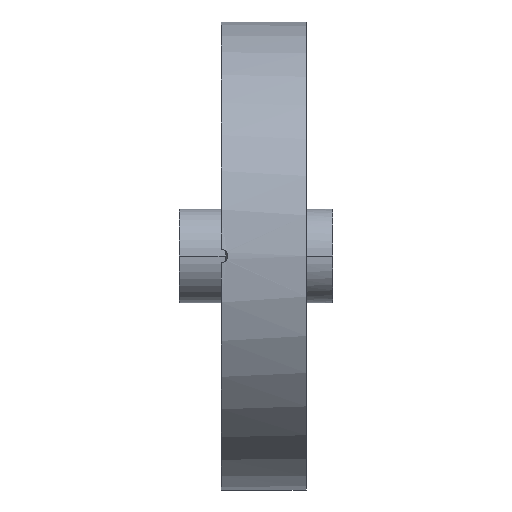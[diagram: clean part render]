
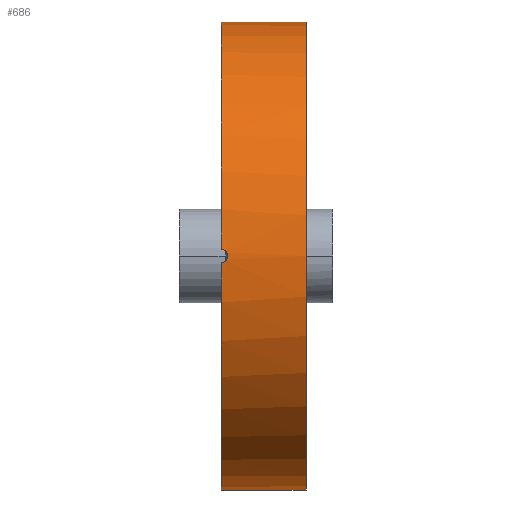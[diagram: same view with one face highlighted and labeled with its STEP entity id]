
A CAD part, left-side view. The second image highlights one B-rep face of the part: STEP entity #686.
In plain terms, the highlighted cylindrical face has radius 35 mm (diameter 70 mm), a partial arc.
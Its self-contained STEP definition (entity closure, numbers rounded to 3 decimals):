
#534 = EDGE_LOOP ( 'NONE', ( #10591, #1886, #13300, #3845, #6355, #1711 ) ) ;
#686 = ADVANCED_FACE ( 'NONE', ( #15253 ), #12093, .T. ) ;
#885 = CARTESIAN_POINT ( 'NONE',  ( -35., -1., -0.13 ) ) ;
#1020 = CARTESIAN_POINT ( 'NONE',  ( 0., -12.7, -35. ) ) ;
#1156 = DIRECTION ( 'NONE',  ( 0., 0., 1. ) ) ;
#1711 = ORIENTED_EDGE ( 'NONE', *, *, #3631, .F. ) ;
#1738 = VERTEX_POINT ( 'NONE', #1020 ) ;
#1871 = CIRCLE ( 'NONE', #7467, 35. ) ;
#1886 = ORIENTED_EDGE ( 'NONE', *, *, #7858, .T. ) ;
#1970 = LINE ( 'NONE', #14389, #8766 ) ;
#1978 = CARTESIAN_POINT ( 'NONE',  ( -34.995, -0.801, -0.613 ) ) ;
#2074 = CARTESIAN_POINT ( 'NONE',  ( -34.986, -0.262, 0.974 ) ) ;
#2123 = CARTESIAN_POINT ( 'NONE',  ( -34.986, 0., 1. ) ) ;
#2179 = CARTESIAN_POINT ( 'NONE',  ( -35., -1., 0.131 ) ) ;
#2222 = DIRECTION ( 'NONE',  ( 0., 0., 1. ) ) ;
#2766 = LINE ( 'NONE', #14597, #14146 ) ;
#3181 = CARTESIAN_POINT ( 'NONE',  ( -34.999, -0.974, -0.261 ) ) ;
#3507 = VERTEX_POINT ( 'NONE', #14668 ) ;
#3595 = CARTESIAN_POINT ( 'NONE',  ( -34.986, 0., 1. ) ) ;
#3631 = EDGE_CURVE ( 'NONE', #10509, #3507, #5152, .T. ) ;
#3845 = ORIENTED_EDGE ( 'NONE', *, *, #13781, .F. ) ;
#4265 = VERTEX_POINT ( 'NONE', #3595 ) ;
#4343 = B_SPLINE_CURVE_WITH_KNOTS ( 'NONE', 3,
 ( #2123, #10338, #2074, #9054, #6737, #14891, #8005, #5710, #2179, #885, #3181, #6691, #1978, #13936, #11495, #4494 ),
 .UNSPECIFIED., .F., .F.,
 ( 4, 2, 2, 2, 2, 2, 2, 4 ),
 ( 0., 0., 0.001, 0.001, 0.002, 0.002, 0.002, 0.003 ),
 .UNSPECIFIED. ) ;
#4494 = CARTESIAN_POINT ( 'NONE',  ( -34.986, 0., -1. ) ) ;
#5152 = CIRCLE ( 'NONE', #5361, 35. ) ;
#5361 = AXIS2_PLACEMENT_3D ( 'NONE', #12866, #8196, #1156 ) ;
#5706 = CARTESIAN_POINT ( 'NONE',  ( 0., 0., 0. ) ) ;
#5710 = CARTESIAN_POINT ( 'NONE',  ( -34.999, -0.974, 0.263 ) ) ;
#5725 = CARTESIAN_POINT ( 'NONE',  ( 0., -12.7, 0. ) ) ;
#5760 = EDGE_CURVE ( 'NONE', #6977, #5789, #2766, .T. ) ;
#5789 = VERTEX_POINT ( 'NONE', #12606 ) ;
#6172 = EDGE_CURVE ( 'NONE', #4265, #3507, #4343, .T. ) ;
#6355 = ORIENTED_EDGE ( 'NONE', *, *, #6172, .T. ) ;
#6691 = CARTESIAN_POINT ( 'NONE',  ( -34.997, -0.874, -0.503 ) ) ;
#6737 = CARTESIAN_POINT ( 'NONE',  ( -34.991, -0.615, 0.799 ) ) ;
#6848 = DIRECTION ( 'NONE',  ( 0., 1., 0. ) ) ;
#6977 = VERTEX_POINT ( 'NONE', #12832 ) ;
#7467 = AXIS2_PLACEMENT_3D ( 'NONE', #5706, #10386, #2222 ) ;
#7858 = EDGE_CURVE ( 'NONE', #1738, #6977, #15057, .T. ) ;
#8005 = CARTESIAN_POINT ( 'NONE',  ( -34.997, -0.874, 0.503 ) ) ;
#8027 = DIRECTION ( 'NONE',  ( 0., 1., 0. ) ) ;
#8196 = DIRECTION ( 'NONE',  ( 0., 1., 0. ) ) ;
#8743 = AXIS2_PLACEMENT_3D ( 'NONE', #5725, #6848, #15051 ) ;
#8766 = VECTOR ( 'NONE', #12036, 1000. ) ;
#9054 = CARTESIAN_POINT ( 'NONE',  ( -34.989, -0.504, 0.874 ) ) ;
#9062 = CARTESIAN_POINT ( 'NONE',  ( 0., 0., -35. ) ) ;
#9131 = EDGE_CURVE ( 'NONE', #1738, #10509, #1970, .T. ) ;
#10271 = CARTESIAN_POINT ( 'NONE',  ( 0., -12.7, 0. ) ) ;
#10338 = CARTESIAN_POINT ( 'NONE',  ( -34.986, -0.132, 1. ) ) ;
#10386 = DIRECTION ( 'NONE',  ( 0., 1., 0. ) ) ;
#10509 = VERTEX_POINT ( 'NONE', #9062 ) ;
#10591 = ORIENTED_EDGE ( 'NONE', *, *, #9131, .F. ) ;
#11495 = CARTESIAN_POINT ( 'NONE',  ( -34.986, -0.264, -1. ) ) ;
#12036 = DIRECTION ( 'NONE',  ( 0., 1., 0. ) ) ;
#12093 = CYLINDRICAL_SURFACE ( 'NONE', #14613, 35. ) ;
#12238 = DIRECTION ( 'NONE',  ( 0., 1., 0. ) ) ;
#12606 = CARTESIAN_POINT ( 'NONE',  ( 0., 0., 35. ) ) ;
#12832 = CARTESIAN_POINT ( 'NONE',  ( 0., -12.7, 35. ) ) ;
#12866 = CARTESIAN_POINT ( 'NONE',  ( 0., 0., 0. ) ) ;
#13300 = ORIENTED_EDGE ( 'NONE', *, *, #5760, .T. ) ;
#13781 = EDGE_CURVE ( 'NONE', #4265, #5789, #1871, .T. ) ;
#13936 = CARTESIAN_POINT ( 'NONE',  ( -34.989, -0.521, -0.893 ) ) ;
#14146 = VECTOR ( 'NONE', #12238, 1000. ) ;
#14389 = CARTESIAN_POINT ( 'NONE',  ( 0., -12.7, -35. ) ) ;
#14597 = CARTESIAN_POINT ( 'NONE',  ( 0., -12.7, 35. ) ) ;
#14613 = AXIS2_PLACEMENT_3D ( 'NONE', #10271, #8027, #15009 ) ;
#14668 = CARTESIAN_POINT ( 'NONE',  ( -34.986, 0., -1. ) ) ;
#14891 = CARTESIAN_POINT ( 'NONE',  ( -34.995, -0.799, 0.615 ) ) ;
#15009 = DIRECTION ( 'NONE',  ( 0., 0., 1. ) ) ;
#15051 = DIRECTION ( 'NONE',  ( 0., 0., 1. ) ) ;
#15057 = CIRCLE ( 'NONE', #8743, 35. ) ;
#15253 = FACE_OUTER_BOUND ( 'NONE', #534, .T. ) ;
